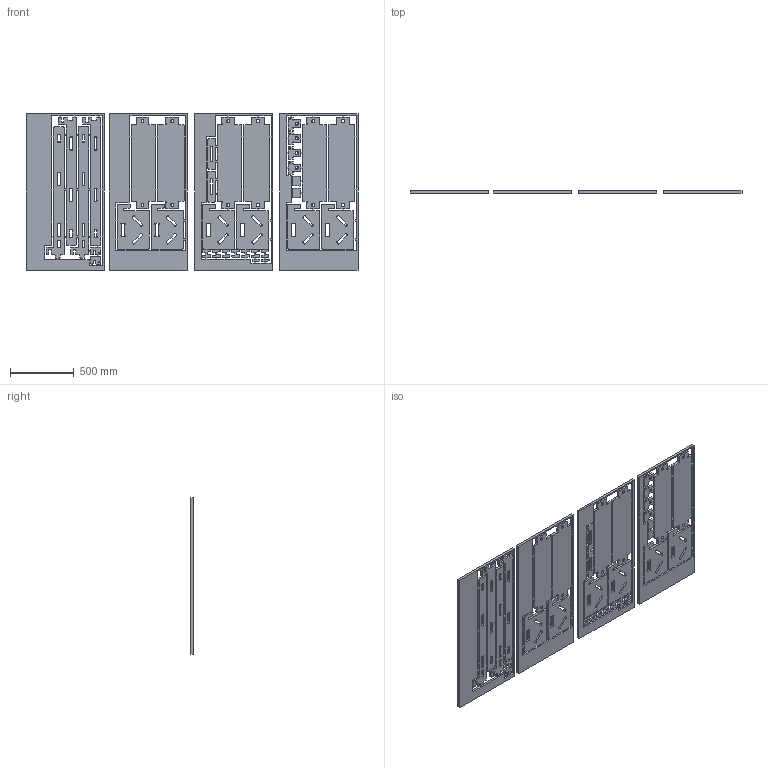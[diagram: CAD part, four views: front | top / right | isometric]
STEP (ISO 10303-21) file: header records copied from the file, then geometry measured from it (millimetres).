
FILE_DESCRIPTION (( 'STEP AP214' ), '1' );
FILE_NAME ('GROWALL V8CD NESTED.STEP', '2015-05-28T08:42:07', ( '' ), ( '' ), 'SwSTEP 2.0', 'SolidWorks 2013', '' );
FILE_SCHEMA (( 'AUTOMOTIVE_DESIGN' ));
Length unit declared in the file: inch
Products named in the file (1): GROWALL V8CD NESTED
Bounding box: 2594.23 x 18.77 x 1219.2 mm (x, y, z)
Volume: 46368820.2 mm3; surface area: 6318244.2 mm2
Topology: 4 solids, 4 shells, 1572 faces, 4885 edges, 3256 vertices
Faces by surface type: plane 965, cylinder 607
Entity records: 54962 total; most frequent: ORIENTED_EDGE 9770, CARTESIAN_POINT 9714, DIRECTION 9245, EDGE_CURVE 4885, VECTOR 3671, LINE 3671, VERTEX_POINT 3256, AXIS2_PLACEMENT_3D 2787
